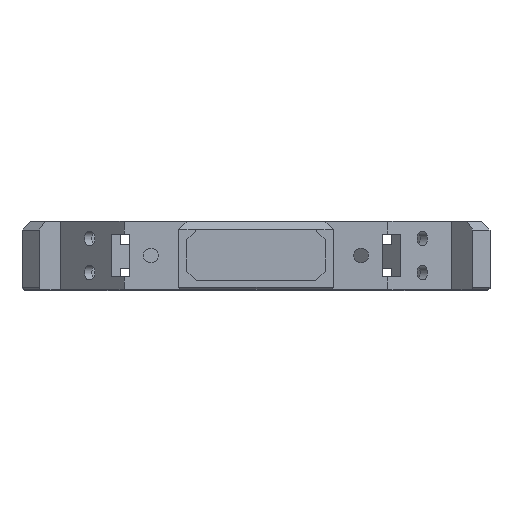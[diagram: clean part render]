
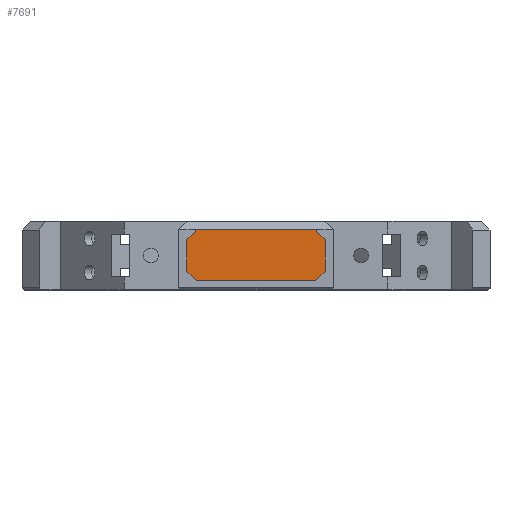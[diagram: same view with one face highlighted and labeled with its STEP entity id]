
A CAD part, top view. The second image highlights one B-rep face of the part: STEP entity #7691.
In plain terms, the highlighted planar face has unit normal (0, 0, 1).
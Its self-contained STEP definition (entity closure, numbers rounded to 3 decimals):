
#729=FACE_OUTER_BOUND('',#1233,.T.);
#1233=EDGE_LOOP('',(#6971,#6972,#6973,#6974));
#1321=LINE('',#10405,#2236);
#1448=LINE('',#10662,#2363);
#1824=LINE('',#11603,#2739);
#1955=LINE('',#11921,#2870);
#2236=VECTOR('',#8362,10.);
#2363=VECTOR('',#8549,10.);
#2739=VECTOR('',#9471,10.);
#2870=VECTOR('',#9784,10.);
#3154=VERTEX_POINT('',#10402);
#3155=VERTEX_POINT('',#10404);
#3254=VERTEX_POINT('',#10659);
#3255=VERTEX_POINT('',#10661);
#3869=EDGE_CURVE('',#3155,#3154,#1321,.T.);
#3999=EDGE_CURVE('',#3254,#3255,#1448,.T.);
#4475=EDGE_CURVE('',#3154,#3255,#1824,.T.);
#4634=EDGE_CURVE('',#3155,#3254,#1955,.T.);
#6971=ORIENTED_EDGE('',*,*,#3869,.T.);
#6972=ORIENTED_EDGE('',*,*,#4475,.T.);
#6973=ORIENTED_EDGE('',*,*,#3999,.F.);
#6974=ORIENTED_EDGE('',*,*,#4634,.F.);
#7320=PLANE('',#8236);
#7691=ADVANCED_FACE('',(#729),#7320,.T.);
#8236=AXIS2_PLACEMENT_3D('',#12368,#10210,#10211);
#8362=DIRECTION('',(1.,0.,0.));
#8549=DIRECTION('',(1.,0.,0.));
#9471=DIRECTION('',(0.,1.,0.));
#9784=DIRECTION('',(0.,1.,0.));
#10210=DIRECTION('center_axis',(0.,0.,1.));
#10211=DIRECTION('ref_axis',(1.,0.,0.));
#10402=CARTESIAN_POINT('',(22.941,0.,-71.5));
#10404=CARTESIAN_POINT('',(-22.941,0.,-71.5));
#10405=CARTESIAN_POINT('',(22.941,0.,-71.5));
#10659=CARTESIAN_POINT('',(-22.941,16.,-71.5));
#10661=CARTESIAN_POINT('',(22.941,16.,-71.5));
#10662=CARTESIAN_POINT('',(22.941,16.,-71.5));
#11603=CARTESIAN_POINT('',(22.941,0.,-71.5));
#11921=CARTESIAN_POINT('',(-22.941,0.,-71.5));
#12368=CARTESIAN_POINT('Origin',(-22.941,0.,-71.5));
